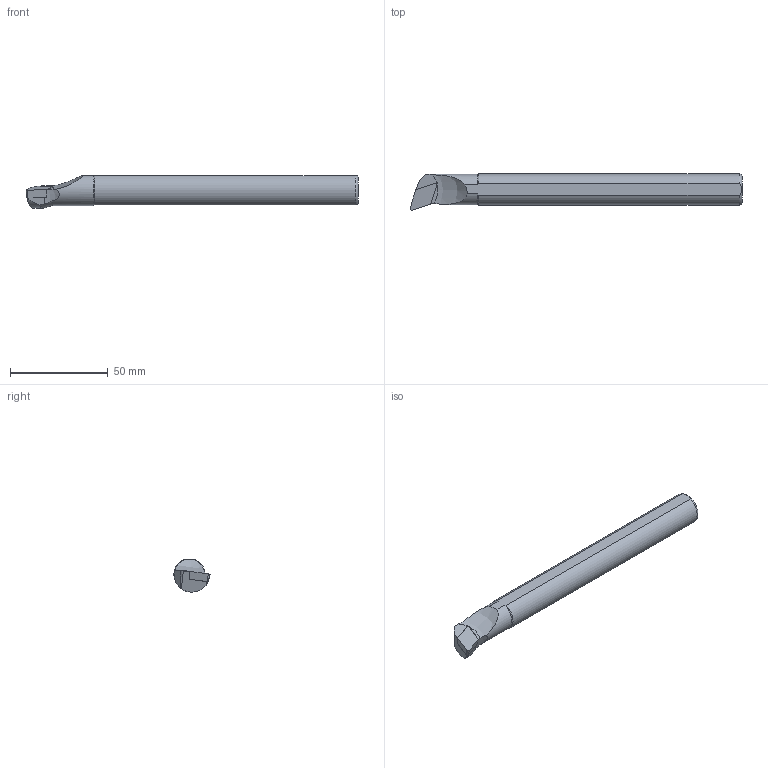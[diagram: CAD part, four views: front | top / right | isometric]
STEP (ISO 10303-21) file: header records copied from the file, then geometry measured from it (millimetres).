
FILE_DESCRIPTION(/* description */ (''),/* implementation_level */ '2;1');
FILE_NAME(/* name */ 'S16P-SDQCR-11.stp',/* time_stamp */ '2023-10-18T08:41:58+03:00',/* author */ (''),/* organization */ (''),/* preprocessor_version */ 'ST-DEVELOPER v19.4',/* originating_system */ 'SIEMENS PLM Software NX2306.3001',/* authorisation */ '');
FILE_SCHEMA (('AUTOMOTIVE_DESIGN { 1 0 10303 214 3 1 1 1 }'));
Length unit declared in the file: millimetre
Products named in the file (1): S16P SDQCR 11-LIGHT_objects
Bounding box: 169.58 x 18.58 x 16.44 mm (x, y, z)
Volume: 31016.5 mm3; surface area: 8860 mm2
Topology: 2 solids, 2 shells, 35 faces, 91 edges, 60 vertices
Faces by surface type: plane 18, cone 8, cylinder 7, bspline 1, torus 1
Entity records: 1826 total; most frequent: CARTESIAN_POINT 887, ORIENTED_EDGE 178, DIRECTION 164, EDGE_CURVE 89, AXIS2_PLACEMENT_3D 62, VERTEX_POINT 59, LINE 40, VECTOR 40
